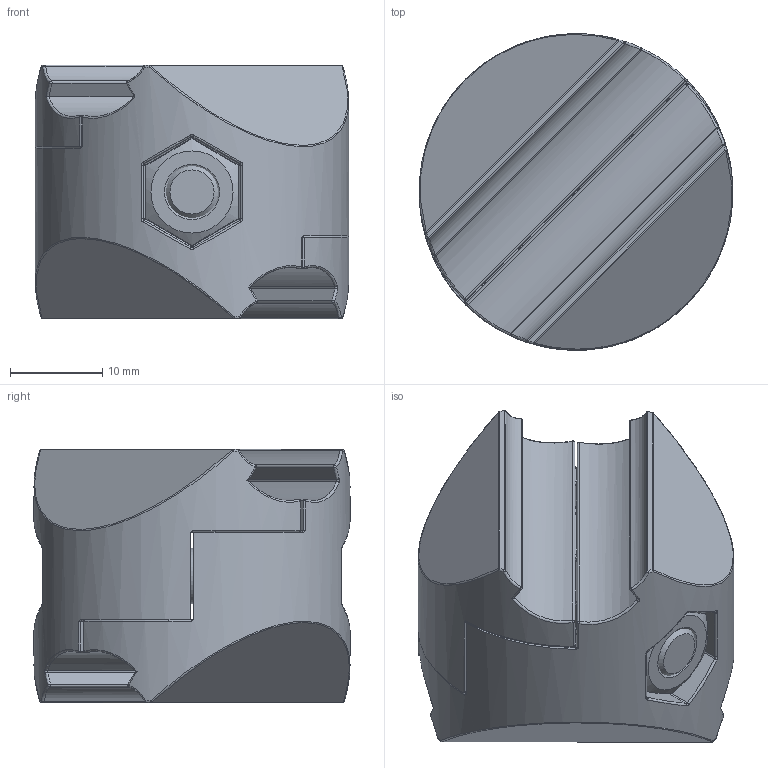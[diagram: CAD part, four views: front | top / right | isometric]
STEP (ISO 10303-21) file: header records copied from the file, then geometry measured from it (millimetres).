
FILE_DESCRIPTION(/* description */ (''),/* implementation_level */ '2;1');
FILE_NAME(/* name */ '350004.stp',/* time_stamp */ '2019-04-13T11:20:27+02:00',/* author */ ('Swarna'),/* organization */ ('Alutec K&K'),/* preprocessor_version */ 'ST-DEVELOPER v17',/* originating_system */ 'Autodesk Inventor 2018',/* authorisation */ '');
FILE_SCHEMA (('AUTOMOTIVE_DESIGN { 1 0 10303 214 3 1 1 }'));
Length unit declared in the file: millimetre
Products named in the file (4): 4721-154-350004; 4721-154-350004-01; 200625-1; -
Assembly tree (4 placements, depth 2):
  4721-154-350004
    4721-154-350004-01  x2
    200625-1
    -
Bounding box: 34 x 34.32 x 27.5 mm (x, y, z)
Volume: 15981.8 mm3; surface area: 9093.4 mm2
Topology: 4 solids, 4 shells, 462 faces, 1009 edges, 558 vertices
Faces by surface type: cylinder 171, plane 81, sphere 78, bspline 76, torus 50, cone 6
Full cylindrical faces by diameter (mm): 4.917 x1, 6 x1, 6.2 x2, 10 x1
Entity records: 7867 total; most frequent: CARTESIAN_POINT 2445, DIRECTION 1164, ORIENTED_EDGE 1080, EDGE_CURVE 540, AXIS2_PLACEMENT_3D 492, VERTEX_POINT 304, EDGE_LOOP 252, CIRCLE 251
